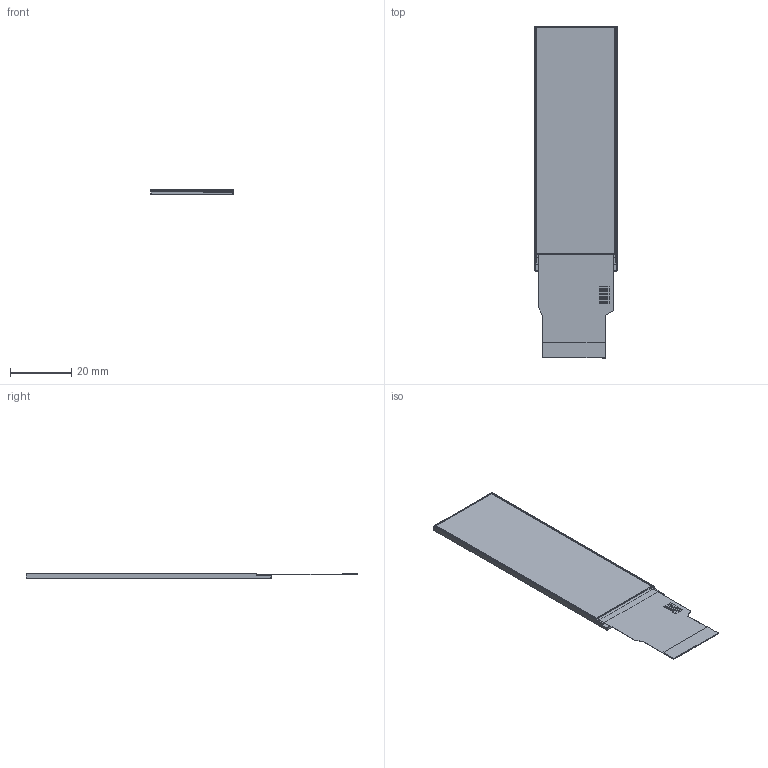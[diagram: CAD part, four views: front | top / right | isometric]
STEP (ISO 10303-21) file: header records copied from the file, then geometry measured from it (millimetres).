
FILE_DESCRIPTION(/* description */ ('STEP AP214'),/* implementation_level */ '2;1');
FILE_NAME(/* name */ 'ER-TFT2.99-1.step',/* time_stamp */ '2024-11-20T01:48:29+01:00',/* author */ (''),/* organization */ (''),/* preprocessor_version */ 'ST-DEVELOPER v20',/* originating_system */ 'Autodesk Translation Framework v13.20.0.188',/* authorisation */ '');
FILE_SCHEMA (('AUTOMOTIVE_DESIGN { 1 0 10303 214 3 1 1 }'));
Length unit declared in the file: millimetre
Products named in the file (2): ER-TFT2.99-1-6011; ER-TFT2.99-1
Assembly tree (1 placements, depth 2):
  ER-TFT2.99-1-6011
    ER-TFT2.99-1
Bounding box: 26.96 x 108.49 x 1.72 mm (x, y, z)
Volume: 3661.8 mm3; surface area: 7265.3 mm2
Topology: 2 solids, 2 shells, 125 faces, 415 edges, 302 vertices
Faces by surface type: plane 109, bspline 8, cylinder 8
Entity records: 5339 total; most frequent: CARTESIAN_POINT 1509, ORIENTED_EDGE 830, DIRECTION 639, EDGE_CURVE 415, LINE 399, VECTOR 399, VERTEX_POINT 302, EDGE_LOOP 133
